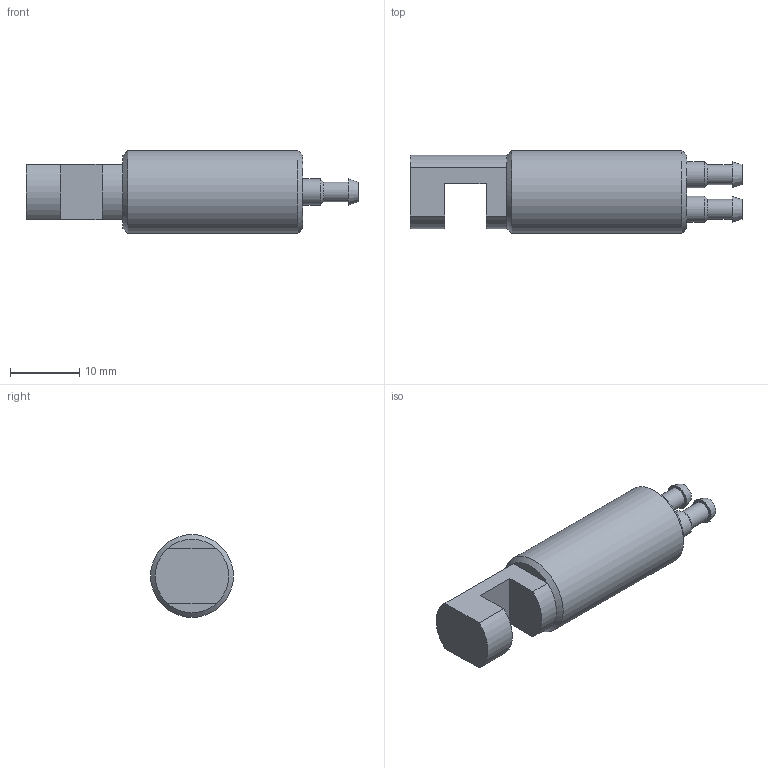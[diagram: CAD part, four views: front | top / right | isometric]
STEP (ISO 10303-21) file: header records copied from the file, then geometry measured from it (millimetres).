
FILE_DESCRIPTION(/* description */ ('STEP AP214'),/* implementation_level */ '2;1');
FILE_NAME(/* name */ '4439_SFL-6',/* time_stamp */ '2024-09-15T02:15:58+02:00',/* author */ ('License CC BY-ND 4.0'),/* organization */ ('CADENAS'),/* preprocessor_version */ 'ST-DEVELOPER v19.3',/* originating_system */ 'PARTsolutions',/* authorisation */ ' ');
FILE_SCHEMA (('AUTOMOTIVE_DESIGN {1 0 10303 214 3 1 1}'));
Length unit declared in the file: millimetre
Products named in the file (1): 4439 SFL-6
Bounding box: 48 x 12 x 12 mm (x, y, z)
Volume: 3796.7 mm3; surface area: 1899.3 mm2
Topology: 1 solids, 1 shells, 31 faces, 65 edges, 42 vertices
Faces by surface type: plane 15, cylinder 10, cone 6
Full cylindrical faces by diameter (mm): 2 x2, 2.84 x2, 3.76 x2, 12 x1
Entity records: 776 total; most frequent: DIRECTION 136, CARTESIAN_POINT 132, ORIENTED_EDGE 98, AXIS2_PLACEMENT_3D 59, EDGE_LOOP 50, FACE_BOUND 50, EDGE_CURVE 49, VERTEX_POINT 39
